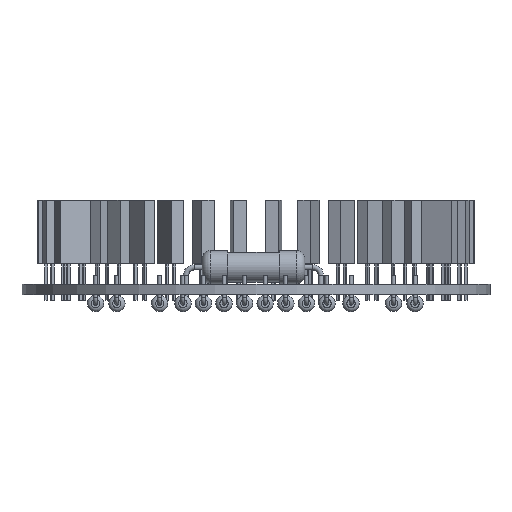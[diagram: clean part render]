
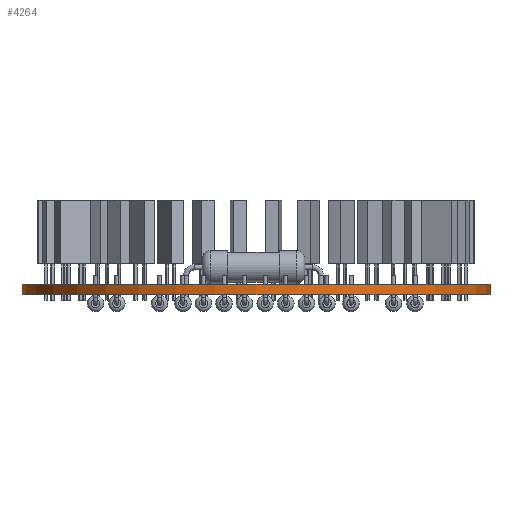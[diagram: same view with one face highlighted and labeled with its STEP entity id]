
A CAD part, front view. The second image highlights one B-rep face of the part: STEP entity #4264.
In plain terms, the highlighted cylindrical face has radius 35.271 mm (diameter 70.542 mm), a full revolution.
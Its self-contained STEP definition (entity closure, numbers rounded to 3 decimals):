
#4264 = ADVANCED_FACE('',(#4265),#4279,.T.);
#4265 = FACE_BOUND('',#4266,.F.);
#4266 = EDGE_LOOP('',(#4267,#4297,#4324,#4325));
#4267 = ORIENTED_EDGE('',*,*,#4268,.T.);
#4268 = EDGE_CURVE('',#4269,#4271,#4273,.T.);
#4269 = VERTEX_POINT('',#4270);
#4270 = CARTESIAN_POINT('',(35.271,0.,0.));
#4271 = VERTEX_POINT('',#4272);
#4272 = CARTESIAN_POINT('',(35.271,0.,1.6));
#4273 = SEAM_CURVE('',#4274,(#4278,#4290),.PCURVE_S1.);
#4274 = LINE('',#4275,#4276);
#4275 = CARTESIAN_POINT('',(35.271,0.,0.));
#4276 = VECTOR('',#4277,1.);
#4277 = DIRECTION('',(0.,0.,1.));
#4278 = PCURVE('',#4279,#4284);
#4279 = CYLINDRICAL_SURFACE('',#4280,35.271);
#4280 = AXIS2_PLACEMENT_3D('',#4281,#4282,#4283);
#4281 = CARTESIAN_POINT('',(0.,0.,0.));
#4282 = DIRECTION('',(0.,0.,-1.));
#4283 = DIRECTION('',(1.,0.,0.));
#4284 = DEFINITIONAL_REPRESENTATION('',(#4285),#4289);
#4285 = LINE('',#4286,#4287);
#4286 = CARTESIAN_POINT('',(0.,0.));
#4287 = VECTOR('',#4288,1.);
#4288 = DIRECTION('',(0.,-1.));
#4289 = ( GEOMETRIC_REPRESENTATION_CONTEXT(2) 
PARAMETRIC_REPRESENTATION_CONTEXT() REPRESENTATION_CONTEXT('2D SPACE',''
  ) );
#4290 = PCURVE('',#4279,#4291);
#4291 = DEFINITIONAL_REPRESENTATION('',(#4292),#4296);
#4292 = LINE('',#4293,#4294);
#4293 = CARTESIAN_POINT('',(-6.283,0.));
#4294 = VECTOR('',#4295,1.);
#4295 = DIRECTION('',(0.,-1.));
#4296 = ( GEOMETRIC_REPRESENTATION_CONTEXT(2) 
PARAMETRIC_REPRESENTATION_CONTEXT() REPRESENTATION_CONTEXT('2D SPACE',''
  ) );
#4297 = ORIENTED_EDGE('',*,*,#4298,.T.);
#4298 = EDGE_CURVE('',#4271,#4271,#4299,.T.);
#4299 = SURFACE_CURVE('',#4300,(#4305,#4312),.PCURVE_S1.);
#4300 = CIRCLE('',#4301,35.271);
#4301 = AXIS2_PLACEMENT_3D('',#4302,#4303,#4304);
#4302 = CARTESIAN_POINT('',(0.,0.,1.6));
#4303 = DIRECTION('',(0.,0.,1.));
#4304 = DIRECTION('',(1.,0.,0.));
#4305 = PCURVE('',#4279,#4306);
#4306 = DEFINITIONAL_REPRESENTATION('',(#4307),#4311);
#4307 = LINE('',#4308,#4309);
#4308 = CARTESIAN_POINT('',(0.,-1.6));
#4309 = VECTOR('',#4310,1.);
#4310 = DIRECTION('',(-1.,0.));
#4311 = ( GEOMETRIC_REPRESENTATION_CONTEXT(2) 
PARAMETRIC_REPRESENTATION_CONTEXT() REPRESENTATION_CONTEXT('2D SPACE',''
  ) );
#4312 = PCURVE('',#4313,#4318);
#4313 = PLANE('',#4314);
#4314 = AXIS2_PLACEMENT_3D('',#4315,#4316,#4317);
#4315 = CARTESIAN_POINT('',(0.,0.,1.6
    ));
#4316 = DIRECTION('',(0.,0.,1.));
#4317 = DIRECTION('',(1.,0.,0.));
#4318 = DEFINITIONAL_REPRESENTATION('',(#4319),#4323);
#4319 = CIRCLE('',#4320,35.271);
#4320 = AXIS2_PLACEMENT_2D('',#4321,#4322);
#4321 = CARTESIAN_POINT('',(0.,0.));
#4322 = DIRECTION('',(1.,0.));
#4323 = ( GEOMETRIC_REPRESENTATION_CONTEXT(2) 
PARAMETRIC_REPRESENTATION_CONTEXT() REPRESENTATION_CONTEXT('2D SPACE',''
  ) );
#4324 = ORIENTED_EDGE('',*,*,#4268,.F.);
#4325 = ORIENTED_EDGE('',*,*,#4326,.F.);
#4326 = EDGE_CURVE('',#4269,#4269,#4327,.T.);
#4327 = SURFACE_CURVE('',#4328,(#4333,#4340),.PCURVE_S1.);
#4328 = CIRCLE('',#4329,35.271);
#4329 = AXIS2_PLACEMENT_3D('',#4330,#4331,#4332);
#4330 = CARTESIAN_POINT('',(0.,0.,0.));
#4331 = DIRECTION('',(0.,0.,1.));
#4332 = DIRECTION('',(1.,0.,0.));
#4333 = PCURVE('',#4279,#4334);
#4334 = DEFINITIONAL_REPRESENTATION('',(#4335),#4339);
#4335 = LINE('',#4336,#4337);
#4336 = CARTESIAN_POINT('',(0.,0.));
#4337 = VECTOR('',#4338,1.);
#4338 = DIRECTION('',(-1.,0.));
#4339 = ( GEOMETRIC_REPRESENTATION_CONTEXT(2) 
PARAMETRIC_REPRESENTATION_CONTEXT() REPRESENTATION_CONTEXT('2D SPACE',''
  ) );
#4340 = PCURVE('',#4341,#4346);
#4341 = PLANE('',#4342);
#4342 = AXIS2_PLACEMENT_3D('',#4343,#4344,#4345);
#4343 = CARTESIAN_POINT('',(0.,0.,
    0.));
#4344 = DIRECTION('',(0.,0.,1.));
#4345 = DIRECTION('',(1.,0.,0.));
#4346 = DEFINITIONAL_REPRESENTATION('',(#4347),#4351);
#4347 = CIRCLE('',#4348,35.271);
#4348 = AXIS2_PLACEMENT_2D('',#4349,#4350);
#4349 = CARTESIAN_POINT('',(0.,0.));
#4350 = DIRECTION('',(1.,0.));
#4351 = ( GEOMETRIC_REPRESENTATION_CONTEXT(2) 
PARAMETRIC_REPRESENTATION_CONTEXT() REPRESENTATION_CONTEXT('2D SPACE',''
  ) );
